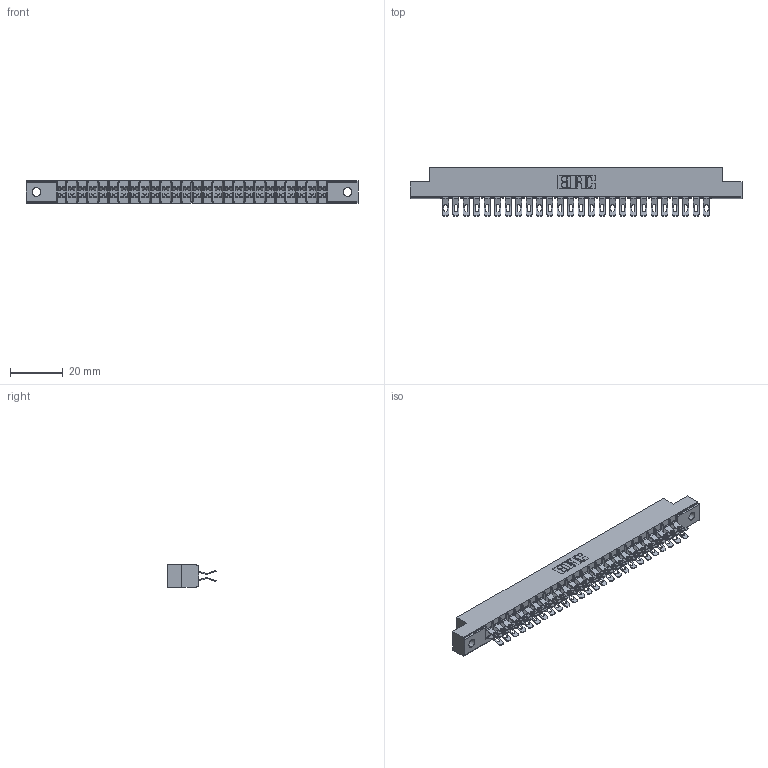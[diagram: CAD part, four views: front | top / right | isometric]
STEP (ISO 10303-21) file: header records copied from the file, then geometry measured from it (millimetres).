
FILE_DESCRIPTION (( 'STEP AP203' ), '1' );
FILE_NAME ('355-052-555-202.STEP', '2019-09-11T16:32:15', ( '' ), ( '' ), 'SwSTEP 2.0', 'SolidWorks 2016', '' );
FILE_SCHEMA (( 'CONFIG_CONTROL_DESIGN' ));
Length unit declared in the file: inch
Products named in the file (3): 355-052-555-202; 305 Part_.128 Dia; 305-290-001_555
Assembly tree (53 placements, depth 2):
  355-052-555-202
    305 Part_.128 Dia
    305-290-001_555  x52
Bounding box: 126.03 x 18.41 x 8.71 mm (x, y, z)
Volume: 8011.3 mm3; surface area: 16004.9 mm2
Topology: 53 solids, 53 shells, 3548 faces, 10586 edges, 6916 vertices
Faces by surface type: plane 1732, cylinder 1712, sphere 104
Entity records: 30725 total; most frequent: CARTESIAN_POINT 5102, ORIENTED_EDGE 5052, DIRECTION 4942, EDGE_CURVE 2526, VECTOR 2006, LINE 2006, VERTEX_POINT 1612, AXIS2_PLACEMENT_3D 1468
